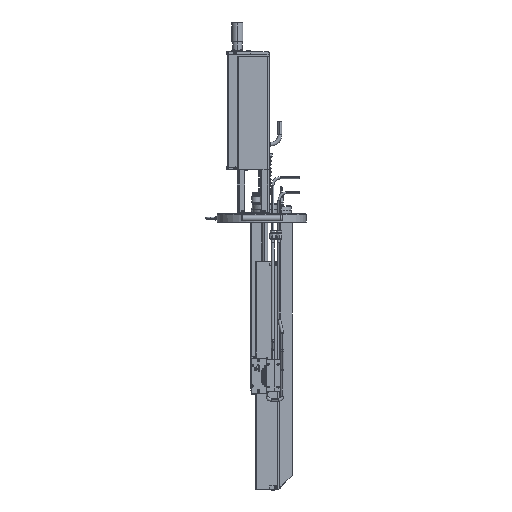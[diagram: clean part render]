
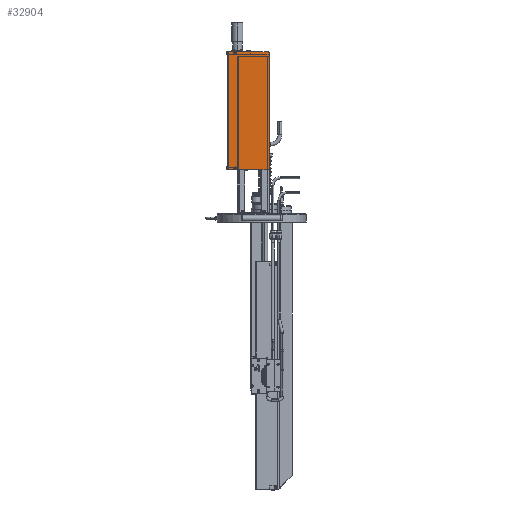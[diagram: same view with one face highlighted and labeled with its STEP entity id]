
A CAD part, left-side view. The second image highlights one B-rep face of the part: STEP entity #32904.
In plain terms, the highlighted planar face has unit normal (-1, 0, 0).
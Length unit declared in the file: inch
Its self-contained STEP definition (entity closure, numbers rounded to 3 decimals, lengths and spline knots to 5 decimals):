
#212 = CARTESIAN_POINT ( 'NONE',  ( -7.41435, 9.06283, 19.99965 ) ) ;
#681 = CARTESIAN_POINT ( 'NONE',  ( -7.41435, 4.51283, 20.18015 ) ) ;
#2913 = DIRECTION ( 'NONE',  ( 0., 0., -1. ) ) ;
#5412 = CARTESIAN_POINT ( 'NONE',  ( -7.41435, 9.06283, 4.51215 ) ) ;
#7223 = ORIENTED_EDGE ( 'NONE', *, *, #44842, .T. ) ;
#8302 = EDGE_CURVE ( 'NONE', #124992, #46235, #82758, .T. ) ;
#8442 = CIRCLE ( 'NONE', #98510, 0.1005 ) ;
#9064 = AXIS2_PLACEMENT_3D ( 'NONE', #69748, #91066, #61073 ) ;
#9244 = DIRECTION ( 'NONE',  ( 0., 0., -1. ) ) ;
#9675 = AXIS2_PLACEMENT_3D ( 'NONE', #96748, #32102, #107610 ) ;
#10965 = DIRECTION ( 'NONE',  ( 0., 0., -1. ) ) ;
#11877 = EDGE_LOOP ( 'NONE', ( #128684, #7223, #114184, #118741, #66522, #16725 ) ) ;
#11907 = DIRECTION ( 'NONE',  ( 0., 0., -1. ) ) ;
#12767 = CARTESIAN_POINT ( 'NONE',  ( -7.41435, 4.51283, 20.18015 ) ) ;
#12784 = EDGE_CURVE ( 'NONE', #108712, #119277, #56266, .T. ) ;
#14113 = VERTEX_POINT ( 'NONE', #54531 ) ;
#16190 = DIRECTION ( 'NONE',  ( 0., 0., -1. ) ) ;
#16725 = ORIENTED_EDGE ( 'NONE', *, *, #12784, .T. ) ;
#16957 = CARTESIAN_POINT ( 'NONE',  ( -7.41435, 9.06283, 4.41165 ) ) ;
#16996 = VECTOR ( 'NONE', #75833, 39.37008 ) ;
#17866 = CIRCLE ( 'NONE', #83244, 0.1005 ) ;
#24311 = VECTOR ( 'NONE', #2913, 39.37008 ) ;
#27940 = CIRCLE ( 'NONE', #108524, 0.125 ) ;
#29214 = DIRECTION ( 'NONE',  ( -1., 0., 0. ) ) ;
#30507 = VECTOR ( 'NONE', #73522, 39.37008 ) ;
#30560 = CARTESIAN_POINT ( 'NONE',  ( -7.41435, 10.01283, 20.18015 ) ) ;
#32102 = DIRECTION ( 'NONE',  ( -1., 0., 0. ) ) ;
#32904 = ADVANCED_FACE ( 'NONE', ( #116581, #58941, #113096 ), #49898, .T. ) ;
#40515 = CARTESIAN_POINT ( 'NONE',  ( -7.41435, 4.51283, 4.31715 ) ) ;
#41314 = AXIS2_PLACEMENT_3D ( 'NONE', #93839, #29214, #104714 ) ;
#41910 = VERTEX_POINT ( 'NONE', #74532 ) ;
#42304 = DIRECTION ( 'NONE',  ( -1., 0., 0. ) ) ;
#42381 = CARTESIAN_POINT ( 'NONE',  ( -7.41435, 10.01283, 20.18015 ) ) ;
#44146 = CARTESIAN_POINT ( 'NONE',  ( -7.41435, 4.51283, 4.44215 ) ) ;
#44842 = EDGE_CURVE ( 'NONE', #41910, #68848, #69810, .T. ) ;
#45545 = LINE ( 'NONE', #681, #16996 ) ;
#46235 = VERTEX_POINT ( 'NONE', #16957 ) ;
#48162 = EDGE_CURVE ( 'NONE', #14113, #56351, #27940, .T. ) ;
#49898 = PLANE ( 'NONE',  #41314 ) ;
#51456 = CIRCLE ( 'NONE', #77945, 0.1005 ) ;
#52214 = CARTESIAN_POINT ( 'NONE',  ( -7.41435, 9.06283, 19.89915 ) ) ;
#54531 = CARTESIAN_POINT ( 'NONE',  ( -7.41435, 4.51283, 20.05515 ) ) ;
#56266 = LINE ( 'NONE', #42381, #110411 ) ;
#56351 = VERTEX_POINT ( 'NONE', #68736 ) ;
#58941 = FACE_BOUND ( 'NONE', #91713, .T. ) ;
#61073 = DIRECTION ( 'NONE',  ( 0., 0., -1. ) ) ;
#63421 = EDGE_CURVE ( 'NONE', #41910, #119277, #116701, .T. ) ;
#63862 = ORIENTED_EDGE ( 'NONE', *, *, #96646, .T. ) ;
#66522 = ORIENTED_EDGE ( 'NONE', *, *, #68313, .T. ) ;
#67401 = ORIENTED_EDGE ( 'NONE', *, *, #82307, .T. ) ;
#68301 = CARTESIAN_POINT ( 'NONE',  ( -7.41435, 9.06283, 20.10015 ) ) ;
#68313 = EDGE_CURVE ( 'NONE', #56351, #108712, #45545, .T. ) ;
#68736 = CARTESIAN_POINT ( 'NONE',  ( -7.41435, 4.63783, 20.18015 ) ) ;
#68848 = VERTEX_POINT ( 'NONE', #44146 ) ;
#69748 = CARTESIAN_POINT ( 'NONE',  ( -7.41435, 9.06283, 4.51215 ) ) ;
#69810 = CIRCLE ( 'NONE', #9675, 0.125 ) ;
#71453 = CARTESIAN_POINT ( 'NONE',  ( -7.41435, 10.01283, 4.31715 ) ) ;
#73522 = DIRECTION ( 'NONE',  ( 0., 1., 0. ) ) ;
#73680 = DIRECTION ( 'NONE',  ( 1., 0., 0. ) ) ;
#74532 = CARTESIAN_POINT ( 'NONE',  ( -7.41435, 4.63783, 4.31715 ) ) ;
#75116 = CARTESIAN_POINT ( 'NONE',  ( -7.41435, 9.06283, 4.61265 ) ) ;
#75376 = DIRECTION ( 'NONE',  ( 1., 0., 0. ) ) ;
#75833 = DIRECTION ( 'NONE',  ( 0., 1., 0. ) ) ;
#77945 = AXIS2_PLACEMENT_3D ( 'NONE', #5412, #80640, #16190 ) ;
#80640 = DIRECTION ( 'NONE',  ( 1., 0., 0. ) ) ;
#82307 = EDGE_CURVE ( 'NONE', #136312, #87612, #8442, .T. ) ;
#82758 = CIRCLE ( 'NONE', #9064, 0.1005 ) ;
#83244 = AXIS2_PLACEMENT_3D ( 'NONE', #212, #75376, #10965 ) ;
#85624 = ORIENTED_EDGE ( 'NONE', *, *, #8302, .T. ) ;
#87612 = VERTEX_POINT ( 'NONE', #52214 ) ;
#91066 = DIRECTION ( 'NONE',  ( 1., 0., 0. ) ) ;
#91713 = EDGE_LOOP ( 'NONE', ( #136876, #67401 ) ) ;
#93839 = CARTESIAN_POINT ( 'NONE',  ( -7.41435, 4.51283, 20.18015 ) ) ;
#96646 = EDGE_CURVE ( 'NONE', #46235, #124992, #51456, .T. ) ;
#96748 = CARTESIAN_POINT ( 'NONE',  ( -7.41435, 4.63783, 4.44215 ) ) ;
#98510 = AXIS2_PLACEMENT_3D ( 'NONE', #138457, #73680, #9244 ) ;
#104714 = DIRECTION ( 'NONE',  ( 0., 0., 1. ) ) ;
#106970 = CARTESIAN_POINT ( 'NONE',  ( -7.41435, 4.63783, 20.05515 ) ) ;
#107610 = DIRECTION ( 'NONE',  ( 0., 0., 1. ) ) ;
#107800 = EDGE_CURVE ( 'NONE', #14113, #68848, #139176, .T. ) ;
#108524 = AXIS2_PLACEMENT_3D ( 'NONE', #106970, #42304, #117873 ) ;
#108712 = VERTEX_POINT ( 'NONE', #30560 ) ;
#110411 = VECTOR ( 'NONE', #11907, 39.37008 ) ;
#113096 = FACE_OUTER_BOUND ( 'NONE', #11877, .T. ) ;
#114184 = ORIENTED_EDGE ( 'NONE', *, *, #107800, .F. ) ;
#116581 = FACE_BOUND ( 'NONE', #121519, .T. ) ;
#116701 = LINE ( 'NONE', #40515, #30507 ) ;
#117873 = DIRECTION ( 'NONE',  ( 0., 0., 1. ) ) ;
#118741 = ORIENTED_EDGE ( 'NONE', *, *, #48162, .T. ) ;
#119277 = VERTEX_POINT ( 'NONE', #71453 ) ;
#121519 = EDGE_LOOP ( 'NONE', ( #63862, #85624 ) ) ;
#123953 = EDGE_CURVE ( 'NONE', #87612, #136312, #17866, .T. ) ;
#124992 = VERTEX_POINT ( 'NONE', #75116 ) ;
#128684 = ORIENTED_EDGE ( 'NONE', *, *, #63421, .F. ) ;
#136312 = VERTEX_POINT ( 'NONE', #68301 ) ;
#136876 = ORIENTED_EDGE ( 'NONE', *, *, #123953, .T. ) ;
#138457 = CARTESIAN_POINT ( 'NONE',  ( -7.41435, 9.06283, 19.99965 ) ) ;
#139176 = LINE ( 'NONE', #12767, #24311 ) ;
